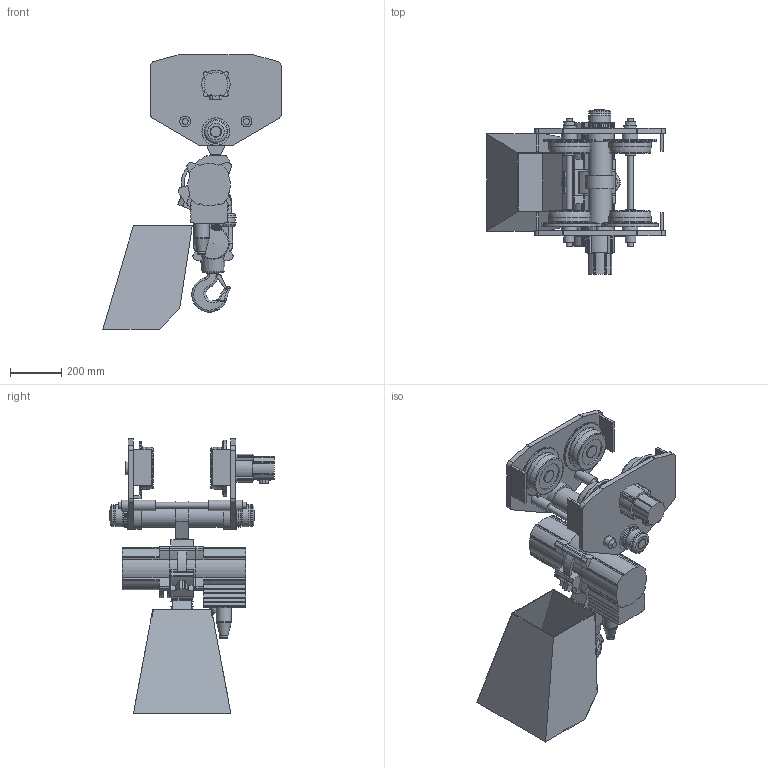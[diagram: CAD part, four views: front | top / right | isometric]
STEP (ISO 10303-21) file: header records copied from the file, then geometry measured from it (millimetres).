
FILE_DESCRIPTION(('STEP AP214'),'1');
FILE_NAME('PMH Profi Lufttelfer 6300-2 TI med driven åkvagn.stp','2013-06-27T08:00:35',(' '),(' '),'Spatial InterOp 3D',' ',' ');
FILE_SCHEMA(('automotive_design'));
Length unit declared in the file: millimetre
Products named in the file (17): Geraet Profi   6 TI LUFT L; Mittelteil Profi   6 TI; Getriebe TI 131; Motor BI LUFT; Motor NM3BI; Steuerventil BI Luft; Lastoese  6T; Unterflasche   6T mit Haken; Unterflasche   6T; Lasthaken   8T; PMH Profi Lufttelfer 6300_2 TI med driven _kvagn; LM 4-8T III LUFT; Hinterteil L04 kpl; Vorderteil L04 kpl; Distanzierung L04 III; Getriebemotor NM02BI; Kettenkasten Typ 12
Assembly tree (16 placements, depth 4):
  PMH Profi Lufttelfer 6300_2 TI med driven _kvagn
    Geraet Profi   6 TI LUFT L
      Mittelteil Profi   6 TI
      Getriebe TI 131
      Motor BI LUFT
        Motor NM3BI
        Steuerventil BI Luft
      Lastoese  6T
      Unterflasche   6T mit Haken
        Unterflasche   6T
        Lasthaken   8T
    LM 4-8T III LUFT
      Hinterteil L04 kpl
      Vorderteil L04 kpl
      Distanzierung L04 III
      Getriebemotor NM02BI
    Kettenkasten Typ 12
Bounding box: 696 x 641 x 1071 mm (x, y, z)
Volume: 38187612.3 mm3; surface area: 3519226.9 mm2
Topology: 14 solids, 14 shells, 747 faces, 1903 edges, 1234 vertices
Faces by surface type: cylinder 387, plane 255, torus 40, bspline 31, cone 25, sphere 5, revolution 4
Full cylindrical faces by diameter (mm): 24 x4, 27.5 x1, 31 x1, 35.6 x1, 42 x8, 50.228 x4, 59 x1, 60 x2, 60.228 x4, 75 x3, 75.1 x1, 86.603 x4, 92 x6, 108 x2, 110 x4, 126 x2, 165 x4, 205 x2, 220.199 x2
Entity records: 31844 total; most frequent: CARTESIAN_POINT 7412, DIRECTION 4059, ORIENTED_EDGE 3540, EDGE_CURVE 1770, AXIS2_PLACEMENT_3D 1650, VERTEX_POINT 1221, EDGE_LOOP 930, CIRCLE 890
